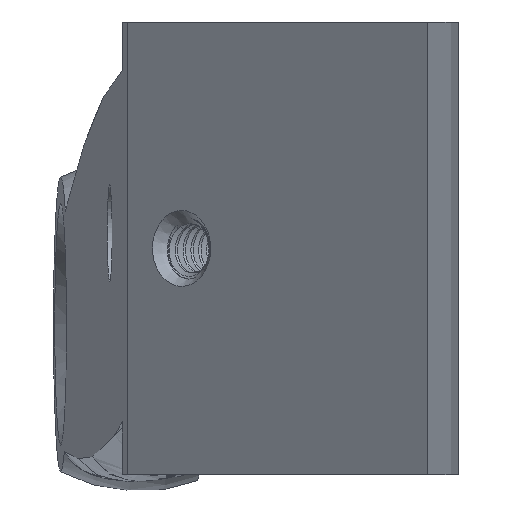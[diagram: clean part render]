
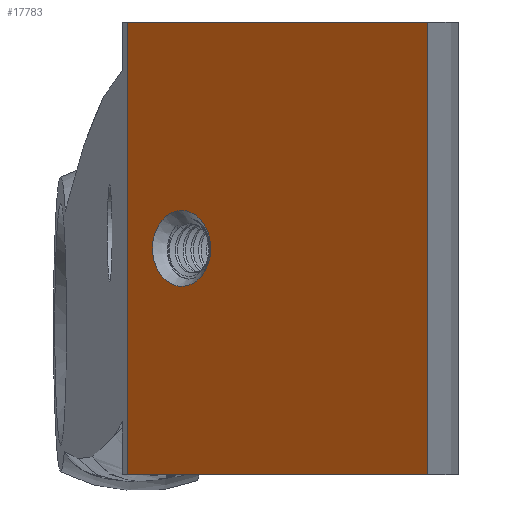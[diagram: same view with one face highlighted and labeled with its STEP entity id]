
A CAD part, left-side view. The second image highlights one B-rep face of the part: STEP entity #17783.
In plain terms, the highlighted planar face has unit normal (-0.766, 0.643, 0).
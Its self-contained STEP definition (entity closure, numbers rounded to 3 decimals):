
#1537 = PLANE('',#1538);
#1538 = AXIS2_PLACEMENT_3D('',#1539,#1540,#1541);
#1539 = CARTESIAN_POINT('',(41.274,36.483,
    276.272));
#1540 = DIRECTION('',(-0.049,0.999,0.));
#1541 = DIRECTION('',(0.999,0.049,0.));
#9280 = VERTEX_POINT('',#9281);
#9281 = CARTESIAN_POINT('',(19.,35.39,270.05));
#9295 = PLANE('',#9296);
#9296 = AXIS2_PLACEMENT_3D('',#9297,#9298,#9299);
#9297 = CARTESIAN_POINT('',(17.678,29.151,270.05));
#9298 = DIRECTION('',(0.,0.,-1.));
#9299 = DIRECTION('',(0.,1.,0.));
#9307 = EDGE_CURVE('',#9280,#9308,#9310,.T.);
#9308 = VERTEX_POINT('',#9309);
#9309 = CARTESIAN_POINT('',(19.,35.39,284.95));
#9310 = SURFACE_CURVE('',#9311,(#9315,#9322),.PCURVE_S1.);
#9311 = LINE('',#9312,#9313);
#9312 = CARTESIAN_POINT('',(19.,35.39,270.05));
#9313 = VECTOR('',#9314,1.);
#9314 = DIRECTION('',(0.,0.,1.));
#9315 = PCURVE('',#1537,#9316);
#9316 = DEFINITIONAL_REPRESENTATION('',(#9317),#9321);
#9317 = LINE('',#9318,#9319);
#9318 = CARTESIAN_POINT('',(-22.301,6.222));
#9319 = VECTOR('',#9320,1.);
#9320 = DIRECTION('',(0.,-1.));
#9321 = ( GEOMETRIC_REPRESENTATION_CONTEXT(2) 
PARAMETRIC_REPRESENTATION_CONTEXT() REPRESENTATION_CONTEXT('2D SPACE',''
  ) );
#9322 = PCURVE('',#9323,#9328);
#9323 = PLANE('',#9324);
#9324 = AXIS2_PLACEMENT_3D('',#9325,#9326,#9327);
#9325 = CARTESIAN_POINT('',(19.,35.39,270.05));
#9326 = DIRECTION('',(0.766,-0.643,0.));
#9327 = DIRECTION('',(-0.643,-0.766,0.));
#9328 = DEFINITIONAL_REPRESENTATION('',(#9329),#9333);
#9329 = LINE('',#9330,#9331);
#9330 = CARTESIAN_POINT('',(0.,0.));
#9331 = VECTOR('',#9332,1.);
#9332 = DIRECTION('',(0.,-1.));
#9333 = ( GEOMETRIC_REPRESENTATION_CONTEXT(2) 
PARAMETRIC_REPRESENTATION_CONTEXT() REPRESENTATION_CONTEXT('2D SPACE',''
  ) );
#9351 = PLANE('',#9352);
#9352 = AXIS2_PLACEMENT_3D('',#9353,#9354,#9355);
#9353 = CARTESIAN_POINT('',(17.678,29.151,284.95));
#9354 = DIRECTION('',(0.,0.,-1.));
#9355 = DIRECTION('',(0.,1.,0.));
#17517 = VERTEX_POINT('',#17518);
#17518 = CARTESIAN_POINT('',(10.713,25.514,270.05));
#17537 = CYLINDRICAL_SURFACE('',#17538,20.);
#17538 = AXIS2_PLACEMENT_3D('',#17539,#17540,#17541);
#17539 = CARTESIAN_POINT('',(17.,44.5,270.05));
#17540 = DIRECTION('',(0.,0.,-1.));
#17541 = DIRECTION('',(1.,0.,0.));
#17549 = EDGE_CURVE('',#9280,#17517,#17550,.T.);
#17550 = SURFACE_CURVE('',#17551,(#17555,#17562),.PCURVE_S1.);
#17551 = LINE('',#17552,#17553);
#17552 = CARTESIAN_POINT('',(19.,35.39,270.05));
#17553 = VECTOR('',#17554,1.);
#17554 = DIRECTION('',(-0.643,-0.766,0.));
#17555 = PCURVE('',#9295,#17556);
#17556 = DEFINITIONAL_REPRESENTATION('',(#17557),#17561);
#17557 = LINE('',#17558,#17559);
#17558 = CARTESIAN_POINT('',(6.239,1.322));
#17559 = VECTOR('',#17560,1.);
#17560 = DIRECTION('',(-0.766,-0.643));
#17561 = ( GEOMETRIC_REPRESENTATION_CONTEXT(2) 
PARAMETRIC_REPRESENTATION_CONTEXT() REPRESENTATION_CONTEXT('2D SPACE',''
  ) );
#17562 = PCURVE('',#9323,#17563);
#17563 = DEFINITIONAL_REPRESENTATION('',(#17564),#17568);
#17564 = LINE('',#17565,#17566);
#17565 = CARTESIAN_POINT('',(0.,0.));
#17566 = VECTOR('',#17567,1.);
#17567 = DIRECTION('',(1.,0.));
#17568 = ( GEOMETRIC_REPRESENTATION_CONTEXT(2) 
PARAMETRIC_REPRESENTATION_CONTEXT() REPRESENTATION_CONTEXT('2D SPACE',''
  ) );
#17783 = ADVANCED_FACE('',(#17784,#17832),#9323,.F.);
#17784 = FACE_BOUND('',#17785,.F.);
#17785 = EDGE_LOOP('',(#17786,#17787,#17810,#17831));
#17786 = ORIENTED_EDGE('',*,*,#9307,.T.);
#17787 = ORIENTED_EDGE('',*,*,#17788,.T.);
#17788 = EDGE_CURVE('',#9308,#17789,#17791,.T.);
#17789 = VERTEX_POINT('',#17790);
#17790 = CARTESIAN_POINT('',(10.713,25.514,284.95));
#17791 = SURFACE_CURVE('',#17792,(#17796,#17803),.PCURVE_S1.);
#17792 = LINE('',#17793,#17794);
#17793 = CARTESIAN_POINT('',(19.,35.39,284.95));
#17794 = VECTOR('',#17795,1.);
#17795 = DIRECTION('',(-0.643,-0.766,0.));
#17796 = PCURVE('',#9323,#17797);
#17797 = DEFINITIONAL_REPRESENTATION('',(#17798),#17802);
#17798 = LINE('',#17799,#17800);
#17799 = CARTESIAN_POINT('',(0.,-14.9));
#17800 = VECTOR('',#17801,1.);
#17801 = DIRECTION('',(1.,0.));
#17802 = ( GEOMETRIC_REPRESENTATION_CONTEXT(2) 
PARAMETRIC_REPRESENTATION_CONTEXT() REPRESENTATION_CONTEXT('2D SPACE',''
  ) );
#17803 = PCURVE('',#9351,#17804);
#17804 = DEFINITIONAL_REPRESENTATION('',(#17805),#17809);
#17805 = LINE('',#17806,#17807);
#17806 = CARTESIAN_POINT('',(6.239,1.322));
#17807 = VECTOR('',#17808,1.);
#17808 = DIRECTION('',(-0.766,-0.643));
#17809 = ( GEOMETRIC_REPRESENTATION_CONTEXT(2) 
PARAMETRIC_REPRESENTATION_CONTEXT() REPRESENTATION_CONTEXT('2D SPACE',''
  ) );
#17810 = ORIENTED_EDGE('',*,*,#17811,.F.);
#17811 = EDGE_CURVE('',#17517,#17789,#17812,.T.);
#17812 = SURFACE_CURVE('',#17813,(#17817,#17824),.PCURVE_S1.);
#17813 = LINE('',#17814,#17815);
#17814 = CARTESIAN_POINT('',(10.713,25.514,270.05));
#17815 = VECTOR('',#17816,1.);
#17816 = DIRECTION('',(0.,0.,1.));
#17817 = PCURVE('',#9323,#17818);
#17818 = DEFINITIONAL_REPRESENTATION('',(#17819),#17823);
#17819 = LINE('',#17820,#17821);
#17820 = CARTESIAN_POINT('',(12.892,0.));
#17821 = VECTOR('',#17822,1.);
#17822 = DIRECTION('',(0.,-1.));
#17823 = ( GEOMETRIC_REPRESENTATION_CONTEXT(2) 
PARAMETRIC_REPRESENTATION_CONTEXT() REPRESENTATION_CONTEXT('2D SPACE',''
  ) );
#17824 = PCURVE('',#17537,#17825);
#17825 = DEFINITIONAL_REPRESENTATION('',(#17826),#17830);
#17826 = LINE('',#17827,#17828);
#17827 = CARTESIAN_POINT('',(-4.393,0.));
#17828 = VECTOR('',#17829,1.);
#17829 = DIRECTION('',(-0.,-1.));
#17830 = ( GEOMETRIC_REPRESENTATION_CONTEXT(2) 
PARAMETRIC_REPRESENTATION_CONTEXT() REPRESENTATION_CONTEXT('2D SPACE',''
  ) );
#17831 = ORIENTED_EDGE('',*,*,#17549,.F.);
#17832 = FACE_BOUND('',#17833,.F.);
#17833 = EDGE_LOOP('',(#17834));
#17834 = ORIENTED_EDGE('',*,*,#17835,.F.);
#17835 = EDGE_CURVE('',#17836,#17836,#17838,.T.);
#17836 = VERTEX_POINT('',#17837);
#17837 = CARTESIAN_POINT('',(17.508,33.612,
    278.749));
#17838 = SURFACE_CURVE('',#17839,(#17844,#17851),.PCURVE_S1.);
#17839 = ELLIPSE('',#17840,1.249,1.249);
#17840 = AXIS2_PLACEMENT_3D('',#17841,#17842,#17843);
#17841 = CARTESIAN_POINT('',(17.508,33.612,277.5));
#17842 = DIRECTION('',(0.766,-0.643,0.)
  );
#17843 = DIRECTION('',(0.643,0.766,0.));
#17844 = PCURVE('',#9323,#17845);
#17845 = DEFINITIONAL_REPRESENTATION('',(#17846),#17850);
#17846 = ELLIPSE('',#17847,1.249,1.249);
#17847 = AXIS2_PLACEMENT_2D('',#17848,#17849);
#17848 = CARTESIAN_POINT('',(2.32,-7.45));
#17849 = DIRECTION('',(-1.,0.));
#17850 = ( GEOMETRIC_REPRESENTATION_CONTEXT(2) 
PARAMETRIC_REPRESENTATION_CONTEXT() REPRESENTATION_CONTEXT('2D SPACE',''
  ) );
#17851 = PCURVE('',#17852,#17857);
#17852 = CONICAL_SURFACE('',#17853,1.25,0.785);
#17853 = AXIS2_PLACEMENT_3D('',#17854,#17855,#17856);
#17854 = CARTESIAN_POINT('',(17.508,33.613,277.5));
#17855 = DIRECTION('',(-0.766,0.643,0.));
#17856 = DIRECTION('',(0.,0.,1.));
#17857 = DEFINITIONAL_REPRESENTATION('',(#17858),#17868);
#17858 = B_SPLINE_CURVE_WITH_KNOTS('',8,(#17859,#17860,#17861,#17862,
    #17863,#17864,#17865,#17866,#17867),.UNSPECIFIED.,.F.,.F.,(9,9),(
    1.571,7.854),.PIECEWISE_BEZIER_KNOTS.);
#17859 = CARTESIAN_POINT('',(6.283,-0.001));
#17860 = CARTESIAN_POINT('',(5.498,-0.001));
#17861 = CARTESIAN_POINT('',(4.712,-0.001));
#17862 = CARTESIAN_POINT('',(3.927,-0.001));
#17863 = CARTESIAN_POINT('',(3.142,-0.001));
#17864 = CARTESIAN_POINT('',(2.356,-0.001));
#17865 = CARTESIAN_POINT('',(1.571,-0.001));
#17866 = CARTESIAN_POINT('',(0.785,-0.001));
#17867 = CARTESIAN_POINT('',(0.,-0.001));
#17868 = ( GEOMETRIC_REPRESENTATION_CONTEXT(2) 
PARAMETRIC_REPRESENTATION_CONTEXT() REPRESENTATION_CONTEXT('2D SPACE',''
  ) );
